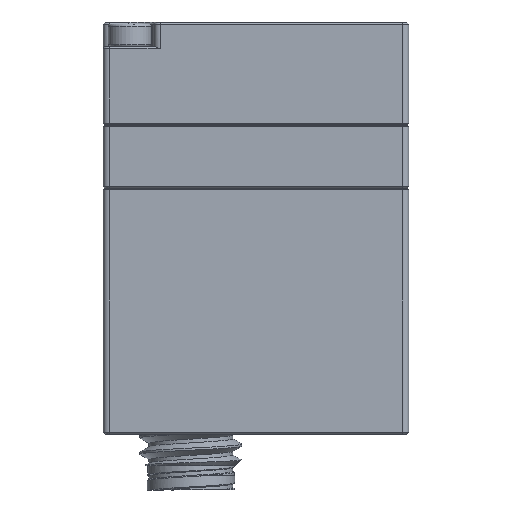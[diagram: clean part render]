
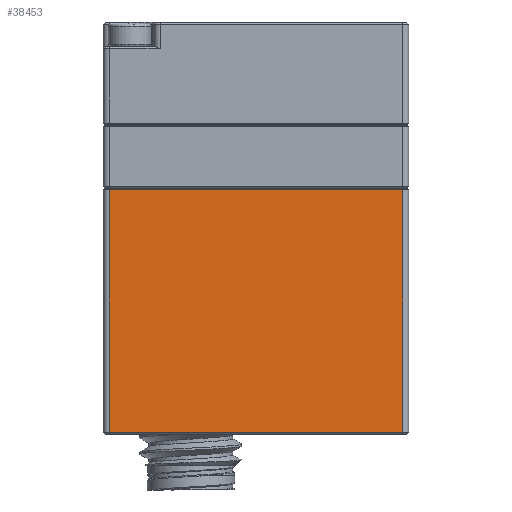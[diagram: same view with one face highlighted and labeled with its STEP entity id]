
A CAD part, left-side view. The second image highlights one B-rep face of the part: STEP entity #38453.
In plain terms, the highlighted face is planar.
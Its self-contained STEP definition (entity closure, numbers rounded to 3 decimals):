
#38453=ADVANCED_FACE('',(#48493),#44731,.T.);
#44731=PLANE('',#155399);
#48493=FACE_OUTER_BOUND('',#54725,.T.);
#54725=EDGE_LOOP('',(#88226,#88227,#88228,#88229));
#61743=LINE('',#198779,#74611);
#61744=LINE('',#198782,#74612);
#61745=LINE('',#198784,#74613);
#61746=LINE('',#198786,#74614);
#74611=VECTOR('',#166099,1.);
#74612=VECTOR('',#166100,1.);
#74613=VECTOR('',#166101,1.);
#74614=VECTOR('',#166102,1.);
#88226=ORIENTED_EDGE('',*,*,#133084,.T.);
#88227=ORIENTED_EDGE('',*,*,#133085,.T.);
#88228=ORIENTED_EDGE('',*,*,#133086,.T.);
#88229=ORIENTED_EDGE('',*,*,#133087,.T.);
#118461=VERTEX_POINT('',#198780);
#118462=VERTEX_POINT('',#198781);
#118463=VERTEX_POINT('',#198783);
#118464=VERTEX_POINT('',#198785);
#133084=EDGE_CURVE('',#118461,#118462,#61743,.T.);
#133085=EDGE_CURVE('',#118462,#118463,#61744,.T.);
#133086=EDGE_CURVE('',#118463,#118464,#61745,.T.);
#133087=EDGE_CURVE('',#118464,#118461,#61746,.T.);
#155399=AXIS2_PLACEMENT_3D('',#198787,#166103,#166104);
#166099=DIRECTION('',(0.,0.,-1.));
#166100=DIRECTION('',(0.,1.,0.));
#166101=DIRECTION('',(0.,0.,1.));
#166102=DIRECTION('',(0.,-1.,0.));
#166103=DIRECTION('',(1.,0.,0.));
#166104=DIRECTION('',(0.,0.,-1.));
#198779=CARTESIAN_POINT('',(7.5,-7.2,0.));
#198780=CARTESIAN_POINT('',(7.5,-7.2,11.94));
#198781=CARTESIAN_POINT('',(7.5,-7.2,0.05));
#198782=CARTESIAN_POINT('',(7.5,7.2,0.05));
#198783=CARTESIAN_POINT('',(7.5,7.2,0.05));
#198784=CARTESIAN_POINT('',(7.5,7.2,0.));
#198785=CARTESIAN_POINT('',(7.5,7.2,11.94));
#198786=CARTESIAN_POINT('',(7.5,-7.5,11.94));
#198787=CARTESIAN_POINT('',(7.5,-7.5,0.));
